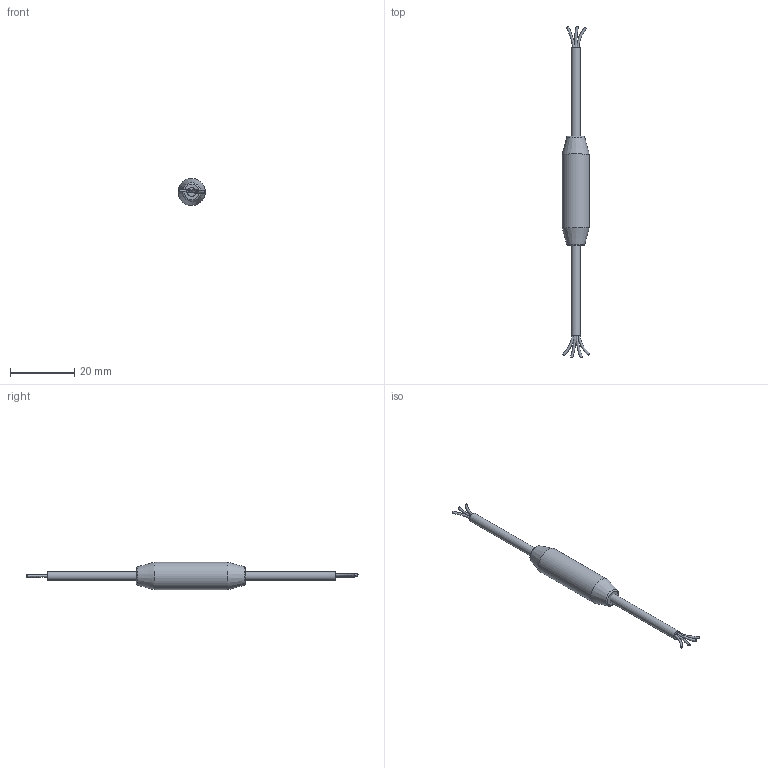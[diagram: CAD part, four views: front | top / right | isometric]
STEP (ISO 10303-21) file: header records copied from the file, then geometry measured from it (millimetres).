
FILE_DESCRIPTION(/* description */ (''),/* implementation_level */ '2;1');
FILE_NAME(/* name */ 'PNP转NPN线.stp',/* time_stamp */ '2017-05-03T09:00:14+08:00',/* author */ (''),/* organization */ (''),/* preprocessor_version */ 'ST-DEVELOPER v16',/* originating_system */ 'SIEMENS PLM Software NX 10.0',/* authorisation */ '');
FILE_SCHEMA (('AP203_CONFIGURATION_CONTROLLED_3D_DESIGN_OF_MECHANICAL_PARTS_AND_ASSEMBLIES_MIM_LF { 1 0 10303 403 2 1 2}'));
Length unit declared in the file: millimetre
Products named in the file (1): Gavi12A8F49Bcqfj
Bounding box: 8.69 x 103.45 x 8.5 mm (x, y, z)
Volume: 2274 mm3; surface area: 1970.6 mm2
Topology: 17 solids, 17 shells, 142 faces, 300 edges, 205 vertices
Faces by surface type: plane 104, cylinder 27, bspline 7, cone 2, torus 2
Full cylindrical faces by diameter (mm): 2.8 x2, 8.5 x1
Entity records: 4127 total; most frequent: CARTESIAN_POINT 1052, DIRECTION 622, ORIENTED_EDGE 552, EDGE_CURVE 276, AXIS2_PLACEMENT_3D 209, LINE 204, VECTOR 204, VERTEX_POINT 192
